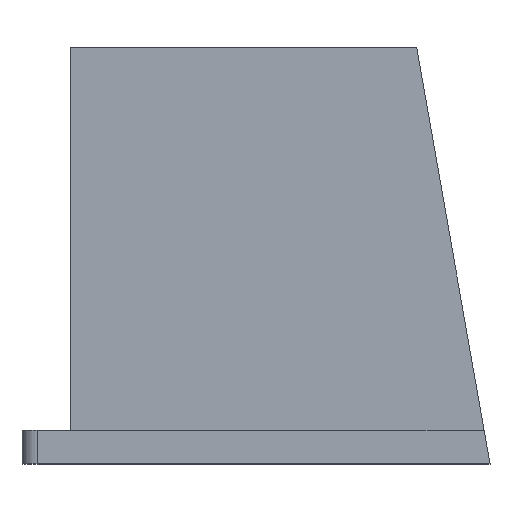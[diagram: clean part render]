
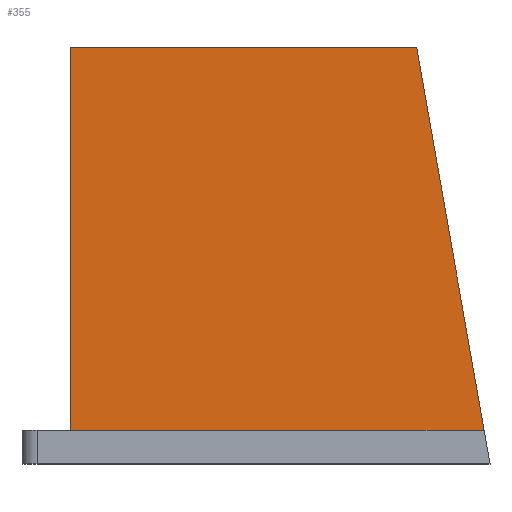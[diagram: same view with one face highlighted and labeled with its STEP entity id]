
A CAD part, top view. The second image highlights one B-rep face of the part: STEP entity #355.
In plain terms, the highlighted planar face has unit normal (0, 0, 1).
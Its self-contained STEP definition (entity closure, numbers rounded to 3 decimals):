
#18=PLANE('',#390);
#45=FACE_OUTER_BOUND('',#64,.T.);
#64=EDGE_LOOP('',(#282,#283,#284,#285,#286,#287));
#82=LINE('',#653,#118);
#86=LINE('',#661,#122);
#87=LINE('',#663,#123);
#88=LINE('',#665,#124);
#89=LINE('',#667,#125);
#90=LINE('',#668,#126);
#118=VECTOR('',#433,10.);
#122=VECTOR('',#439,10.);
#123=VECTOR('',#440,10.);
#124=VECTOR('',#441,10.);
#125=VECTOR('',#442,10.);
#126=VECTOR('',#443,10.);
#170=VERTEX_POINT('',#651);
#171=VERTEX_POINT('',#652);
#174=VERTEX_POINT('',#660);
#175=VERTEX_POINT('',#662);
#176=VERTEX_POINT('',#664);
#177=VERTEX_POINT('',#666);
#211=EDGE_CURVE('',#170,#171,#82,.T.);
#215=EDGE_CURVE('',#174,#171,#86,.T.);
#216=EDGE_CURVE('',#175,#174,#87,.T.);
#217=EDGE_CURVE('',#176,#175,#88,.T.);
#218=EDGE_CURVE('',#176,#177,#89,.T.);
#219=EDGE_CURVE('',#170,#177,#90,.T.);
#282=ORIENTED_EDGE('',*,*,#211,.T.);
#283=ORIENTED_EDGE('',*,*,#215,.F.);
#284=ORIENTED_EDGE('',*,*,#216,.F.);
#285=ORIENTED_EDGE('',*,*,#217,.F.);
#286=ORIENTED_EDGE('',*,*,#218,.T.);
#287=ORIENTED_EDGE('',*,*,#219,.F.);
#355=ADVANCED_FACE('',(#45),#18,.T.);
#390=AXIS2_PLACEMENT_3D('',#659,#437,#438);
#433=DIRECTION('',(-1.,0.,0.));
#437=DIRECTION('center_axis',(0.,0.,
1.));
#438=DIRECTION('ref_axis',(1.,0.,0.));
#439=DIRECTION('',(0.,1.,0.));
#440=DIRECTION('',(-1.,0.,0.));
#441=DIRECTION('',(-1.,0.,0.));
#442=DIRECTION('',(1.,0.,0.));
#443=DIRECTION('',(0.174,-0.985,0.));
#651=CARTESIAN_POINT('',(-27.433,-8.9,30.75));
#652=CARTESIAN_POINT('',(-50.272,-8.9,30.75));
#653=CARTESIAN_POINT('',(-31.701,-8.9,30.75));
#659=CARTESIAN_POINT('Origin',(-24.55,-21.536,30.75));
#660=CARTESIAN_POINT('',(-50.272,-34.173,30.75));
#661=CARTESIAN_POINT('',(-50.272,-34.173,30.75));
#662=CARTESIAN_POINT('',(-50.122,-34.173,30.75));
#663=CARTESIAN_POINT('',(-49.997,-34.173,30.75));
#664=CARTESIAN_POINT('',(-49.872,-34.173,30.75));
#665=CARTESIAN_POINT('',(-49.872,-34.173,30.75));
#666=CARTESIAN_POINT('',(-22.976,-34.173,30.75));
#667=CARTESIAN_POINT('',(-50.122,-34.173,30.75));
#668=CARTESIAN_POINT('',(-23.98,-28.482,30.75));
